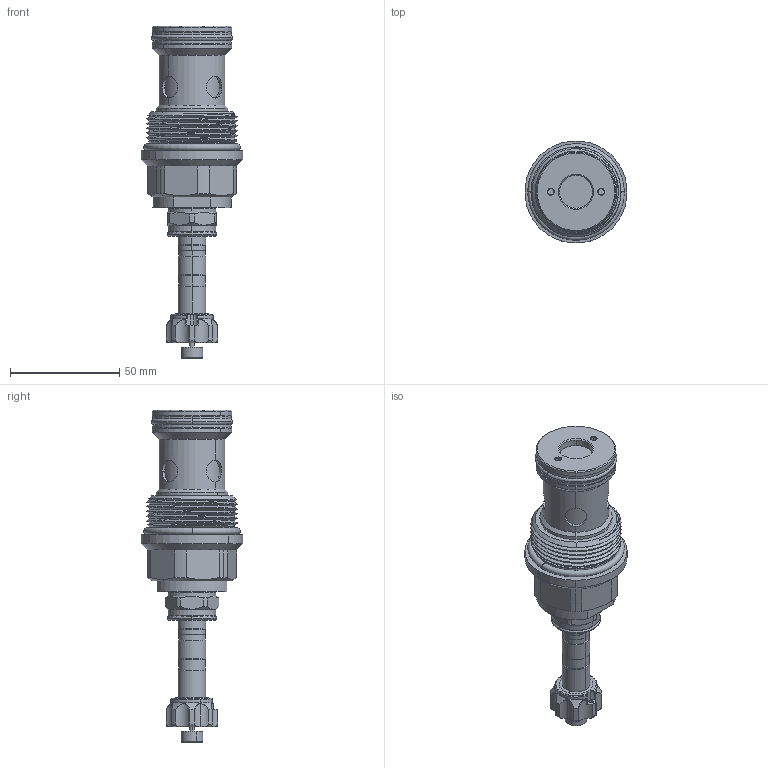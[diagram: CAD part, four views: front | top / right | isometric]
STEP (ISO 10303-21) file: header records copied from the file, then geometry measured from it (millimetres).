
FILE_DESCRIPTION (( 'STEP AP203' ), '1' );
FILE_NAME ('EP20W2A01P95.STEP', '2021-03-11T01:38:23', ( '' ), ( '' ), 'SwSTEP 2.0', 'SolidWorks 2018', '' );
FILE_SCHEMA (( 'CONFIG_CONTROL_DESIGN' ));
Length unit declared in the file: millimetre
Products named in the file (1): EP20W2A01P95
Bounding box: 46.62 x 46.62 x 151.95 mm (x, y, z)
Volume: 101364.7 mm3; surface area: 22246.4 mm2
Topology: 3 solids, 3 shells, 306 faces, 718 edges, 432 vertices
Faces by surface type: cylinder 138, cone 45, plane 44, torus 42, bspline 37
Entity records: 13288 total; most frequent: CARTESIAN_POINT 6489, ORIENTED_EDGE 1432, DIRECTION 1406, EDGE_CURVE 716, AXIS2_PLACEMENT_3D 601, VERTEX_POINT 432, CIRCLE 331, EDGE_LOOP 328
